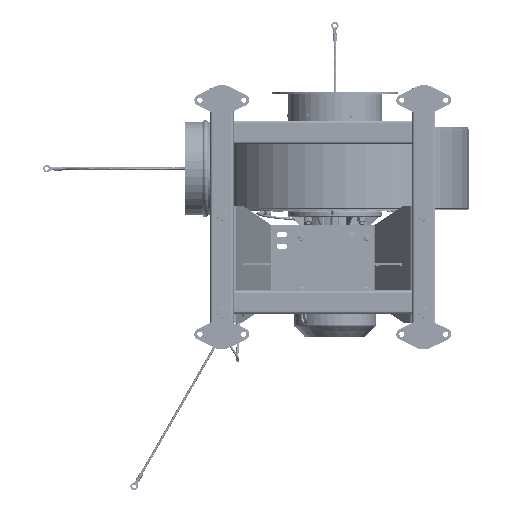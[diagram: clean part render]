
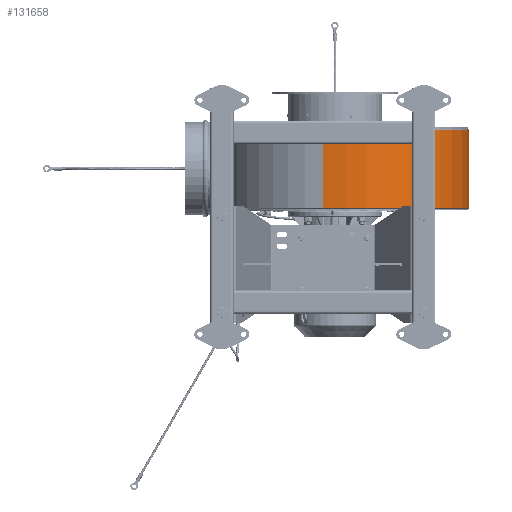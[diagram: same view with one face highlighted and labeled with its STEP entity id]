
A CAD part, front view. The second image highlights one B-rep face of the part: STEP entity #131658.
In plain terms, the highlighted cylindrical face has radius 218.7 mm (diameter 437.4 mm), a partial arc.
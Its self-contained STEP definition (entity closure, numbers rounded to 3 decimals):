
#11500=FACE_OUTER_BOUND('',#19371,.T.);
#19371=EDGE_LOOP('',(#86740,#86741,#86742,#86743));
#27461=LINE('',#193049,#37495);
#27462=LINE('',#193053,#37496);
#37495=VECTOR('',#155414,10.);
#37496=VECTOR('',#155419,10.);
#48353=CIRCLE('',#140606,218.7);
#48362=CIRCLE('',#140623,218.7);
#53785=VERTEX_POINT('',#193010);
#53787=VERTEX_POINT('',#193016);
#53795=VERTEX_POINT('',#193048);
#53796=VERTEX_POINT('',#193052);
#66499=EDGE_CURVE('',#53785,#53787,#48353,.T.);
#66514=EDGE_CURVE('',#53795,#53787,#27461,.T.);
#66516=EDGE_CURVE('',#53796,#53785,#27462,.T.);
#66517=EDGE_CURVE('',#53795,#53796,#48362,.T.);
#86740=ORIENTED_EDGE('',*,*,#66499,.F.);
#86741=ORIENTED_EDGE('',*,*,#66516,.F.);
#86742=ORIENTED_EDGE('',*,*,#66517,.F.);
#86743=ORIENTED_EDGE('',*,*,#66514,.T.);
#121820=CYLINDRICAL_SURFACE('',#140622,218.7);
#131658=ADVANCED_FACE('',(#11500),#121820,.T.);
#140606=AXIS2_PLACEMENT_3D('',#193020,#155377,#155378);
#140622=AXIS2_PLACEMENT_3D('',#193051,#155417,#155418);
#140623=AXIS2_PLACEMENT_3D('',#193054,#155420,#155421);
#155377=DIRECTION('center_axis',(0.,0.,
-1.));
#155378=DIRECTION('ref_axis',(0.655,-0.756,0.));
#155414=DIRECTION('',(0.,0.,-1.));
#155417=DIRECTION('center_axis',(0.,0.,
-1.));
#155418=DIRECTION('ref_axis',(0.143,0.99,0.));
#155419=DIRECTION('',(0.,0.,-1.));
#155420=DIRECTION('center_axis',(0.,0.,
1.));
#155421=DIRECTION('ref_axis',(0.655,-0.756,0.));
#193010=CARTESIAN_POINT('',(229.2,13.4,6.375));
#193016=CARTESIAN_POINT('',(-20.741,-203.057,6.375));
#193020=CARTESIAN_POINT('Origin',(10.5,13.4,6.375));
#193048=CARTESIAN_POINT('',(-20.741,-203.057,139.625));
#193049=CARTESIAN_POINT('',(-20.741,-203.057,141.5));
#193051=CARTESIAN_POINT('Origin',(10.5,13.4,73.));
#193052=CARTESIAN_POINT('',(229.2,13.4,139.625));
#193053=CARTESIAN_POINT('',(229.2,13.4,141.5));
#193054=CARTESIAN_POINT('Origin',(10.5,13.4,139.625));
